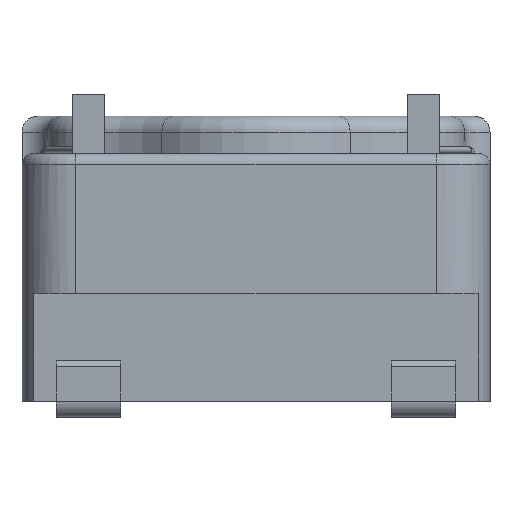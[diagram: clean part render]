
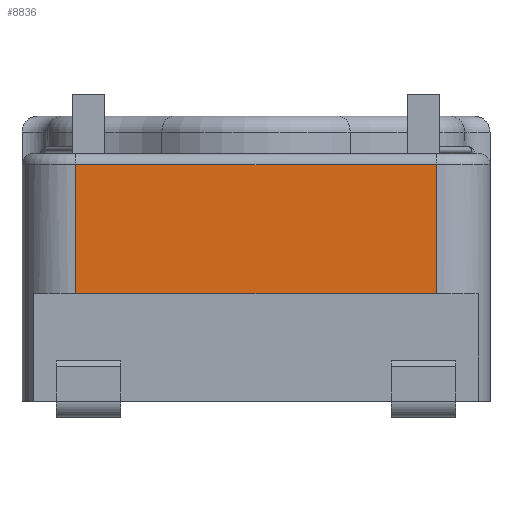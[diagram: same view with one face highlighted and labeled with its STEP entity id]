
A CAD part, front view. The second image highlights one B-rep face of the part: STEP entity #8836.
In plain terms, the highlighted planar face has unit normal (0, -1, 0).
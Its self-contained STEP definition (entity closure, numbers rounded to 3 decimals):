
#137=LINE('',#18066,#609);
#141=LINE('',#18104,#613);
#199=LINE('',#18293,#671);
#200=LINE('',#18295,#672);
#609=VECTOR('',#15380,1000.);
#613=VECTOR('',#15408,1000.);
#671=VECTOR('',#15568,1000.);
#672=VECTOR('',#15571,1000.);
#1530=PLANE('',#14285);
#1979=ORIENTED_EDGE('',*,*,#4070,.F.);
#1980=ORIENTED_EDGE('',*,*,#4169,.F.);
#1981=ORIENTED_EDGE('',*,*,#4084,.T.);
#1982=ORIENTED_EDGE('',*,*,#4168,.T.);
#4070=EDGE_CURVE('',#5194,#5195,#137,.T.);
#4084=EDGE_CURVE('',#5204,#5202,#141,.T.);
#4168=EDGE_CURVE('',#5202,#5195,#199,.T.);
#4169=EDGE_CURVE('',#5204,#5194,#200,.T.);
#5194=VERTEX_POINT('',#18065);
#5195=VERTEX_POINT('',#18067);
#5202=VERTEX_POINT('',#18095);
#5204=VERTEX_POINT('',#18101);
#6471=EDGE_LOOP('',(#1979,#1980,#1981,#1982));
#7573=FACE_BOUND('',#6471,.T.);
#8836=ADVANCED_FACE('',(#7573),#1530,.T.);
#14285=AXIS2_PLACEMENT_3D('',#18294,#15569,#15570);
#15380=DIRECTION('',(-1.,0.,0.));
#15408=DIRECTION('',(-1.,0.,0.));
#15568=DIRECTION('',(0.,0.,-1.));
#15569=DIRECTION('',(0.,-1.,0.));
#15570=DIRECTION('',(1.,0.,0.));
#15571=DIRECTION('',(0.,0.,-1.));
#18065=CARTESIAN_POINT('',(3.35,-5.,2.));
#18066=CARTESIAN_POINT('',(4.35,-5.,2.));
#18067=CARTESIAN_POINT('',(-3.35,-5.,2.));
#18095=CARTESIAN_POINT('',(-3.35,-5.,4.4));
#18101=CARTESIAN_POINT('',(3.35,-5.,4.4));
#18104=CARTESIAN_POINT('',(3.35,-5.,4.4));
#18293=CARTESIAN_POINT('',(-3.35,-5.,4.6));
#18294=CARTESIAN_POINT('',(3.35,-5.,4.6));
#18295=CARTESIAN_POINT('',(3.35,-5.,4.6));
